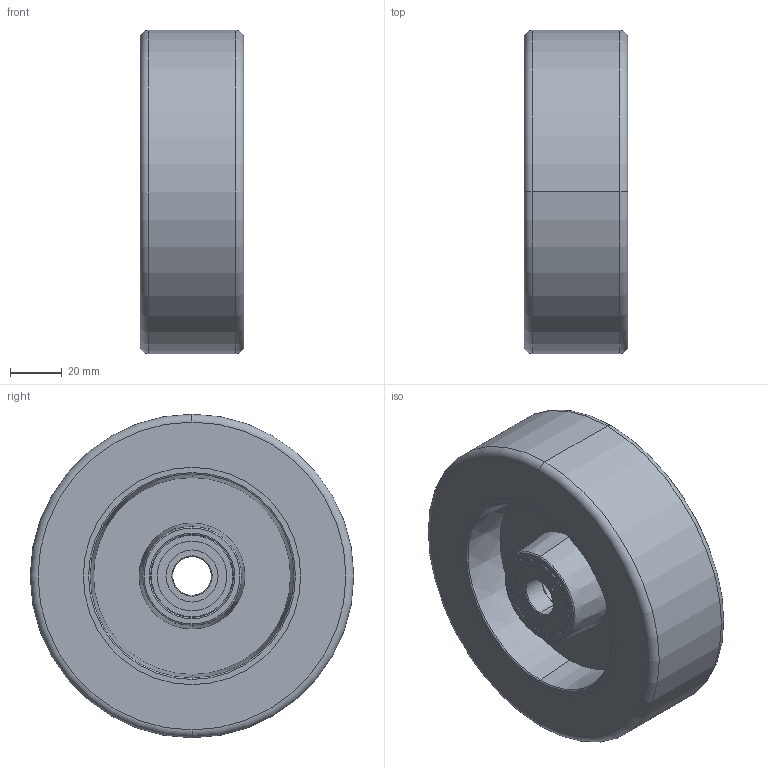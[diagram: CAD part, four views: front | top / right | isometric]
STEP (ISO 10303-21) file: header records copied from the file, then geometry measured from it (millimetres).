
FILE_DESCRIPTION (( 'STEP AP214' ), '1' );
FILE_NAME ('0016060.step', '2023-01-03T10:37:13', ( '' ), ( '' ), 'SwSTEP 2.0', 'SolidWorks 2020', '' );
FILE_SCHEMA (( 'AUTOMOTIVE_DESIGN' ));
Length unit declared in the file: millimetre
Products named in the file (1): 0016060
Bounding box: 40 x 125 x 125 mm (x, y, z)
Volume: 357856.3 mm3; surface area: 84213.8 mm2
Topology: 7 solids, 7 shells, 132 faces, 264 edges, 156 vertices
Faces by surface type: cylinder 48, torus 44, plane 24, cone 16
Entity records: 5036 total; most frequent: DIRECTION 730, CARTESIAN_POINT 553, ORIENTED_EDGE 528, AXIS2_PLACEMENT_3D 333, EDGE_CURVE 264, CIRCLE 200, VERTEX_POINT 156, EDGE_LOOP 156
